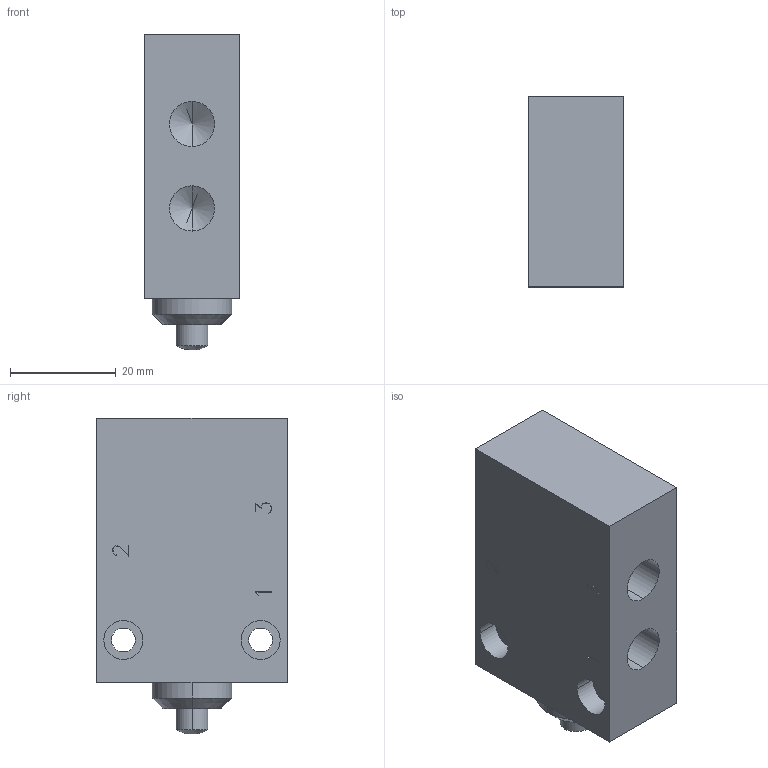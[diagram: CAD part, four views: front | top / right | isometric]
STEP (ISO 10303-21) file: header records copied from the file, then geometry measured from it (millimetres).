
FILE_DESCRIPTION (( 'STEP AP203' ), '1' );
FILE_NAME ('E-18-310-Airtec.step', '2006-10-17T15:20:50', ( 'Gustaf Hederström' ), ( 'Cevican AB' ), 'SwSTEP 2.0', 'SolidWorks 2002308', '' );
FILE_SCHEMA (( 'CONFIG_CONTROL_DESIGN' ));
Length unit declared in the file: millimetre
Products named in the file (1): E-18-310-Airtec
Bounding box: 18 x 36 x 59.76 mm (x, y, z)
Volume: 30555.5 mm3; surface area: 8357.1 mm2
Topology: 1 solids, 1 shells, 181 faces, 492 edges, 324 vertices
Faces by surface type: plane 152, cylinder 22, cone 6, bspline 1
Entity records: 5692 total; most frequent: CARTESIAN_POINT 1009, ORIENTED_EDGE 976, DIRECTION 896, EDGE_CURVE 488, LINE 442, VECTOR 442, VERTEX_POINT 324, AXIS2_PLACEMENT_3D 227
